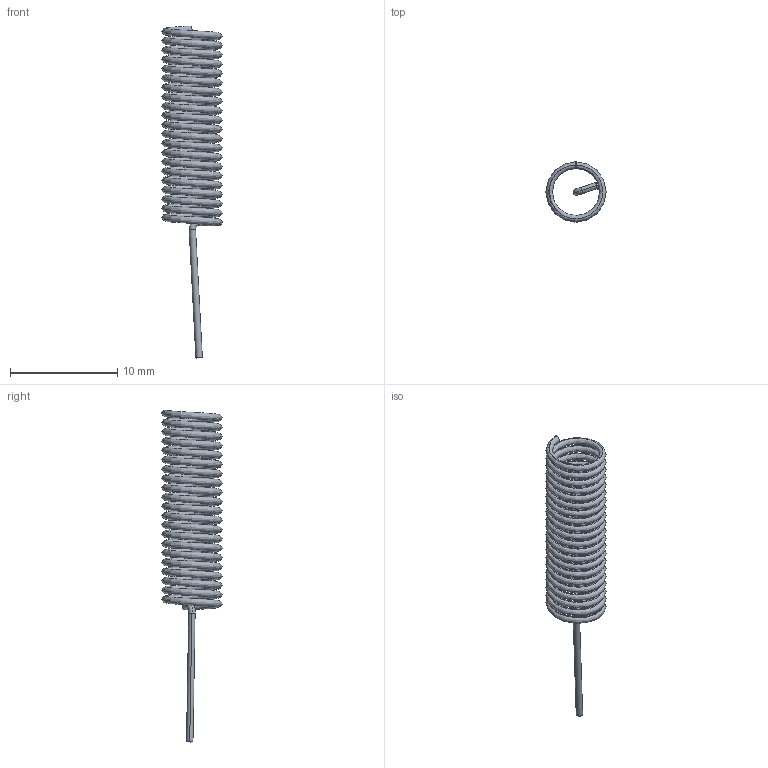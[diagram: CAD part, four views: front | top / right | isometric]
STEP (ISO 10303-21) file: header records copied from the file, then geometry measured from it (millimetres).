
FILE_DESCRIPTION (( 'STEP AP214' ), '1' );
FILE_NAME ('LoRa Antenna.STEP', '2023-09-25T04:01:38', ( '' ), ( '' ), 'SwSTEP 2.0', 'SolidWorks 2016', '' );
FILE_SCHEMA (( 'AUTOMOTIVE_DESIGN' ));
Length unit declared in the file: millimetre
Products named in the file (1): LoRa Antenna
Bounding box: 5.6 x 5.6 x 30.93 mm (x, y, z)
Volume: 96.4 mm3; surface area: 643.4 mm2
Topology: 1 solids, 1 shells, 16 faces, 34 edges, 20 vertices
Faces by surface type: bspline 8, cylinder 4, torus 2, plane 2
Entity records: 6100 total; most frequent: CARTESIAN_POINT 5767, ORIENTED_EDGE 68, DIRECTION 56, EDGE_CURVE 34, AXIS2_PLACEMENT_3D 27, VERTEX_POINT 20, CIRCLE 18, EDGE_LOOP 16
